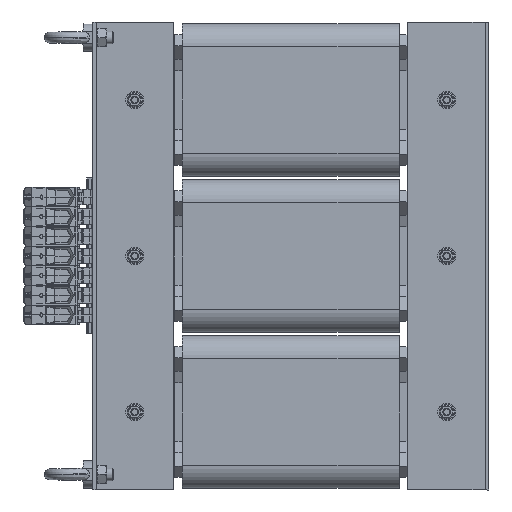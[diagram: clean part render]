
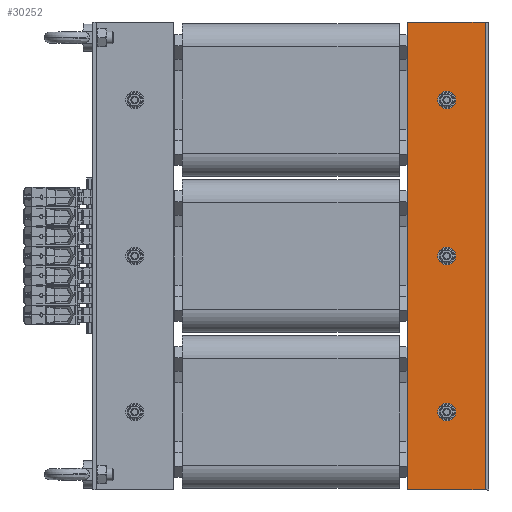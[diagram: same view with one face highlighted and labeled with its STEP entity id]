
A CAD part, left-side view. The second image highlights one B-rep face of the part: STEP entity #30252.
In plain terms, the highlighted face is planar.
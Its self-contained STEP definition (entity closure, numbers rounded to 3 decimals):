
#2280=FACE_BOUND('',#5681,.T.);
#2281=FACE_BOUND('',#5682,.T.);
#2282=FACE_BOUND('',#5683,.T.);
#2389=CIRCLE('',#32384,8.5);
#2390=CIRCLE('',#32386,8.5);
#2391=CIRCLE('',#32388,8.5);
#3981=FACE_OUTER_BOUND('',#5680,.T.);
#5680=EDGE_LOOP('',(#20979,#20980,#20981,#20982));
#5681=EDGE_LOOP('',(#20983));
#5682=EDGE_LOOP('',(#20984));
#5683=EDGE_LOOP('',(#20985));
#7507=LINE('',#44390,#10582);
#7510=LINE('',#44396,#10585);
#7516=LINE('',#44421,#10591);
#7518=LINE('',#44424,#10593);
#10582=VECTOR('',#35561,10.);
#10585=VECTOR('',#35566,10.);
#10591=VECTOR('',#35594,10.);
#10593=VECTOR('',#35598,10.);
#13620=VERTEX_POINT('',#44375);
#13621=VERTEX_POINT('',#44379);
#13624=VERTEX_POINT('',#44394);
#13629=VERTEX_POINT('',#44408);
#13630=VERTEX_POINT('',#44412);
#13631=VERTEX_POINT('',#44416);
#13632=VERTEX_POINT('',#44420);
#16409=EDGE_CURVE('',#13620,#13621,#7507,.T.);
#16412=EDGE_CURVE('',#13624,#13621,#7510,.T.);
#16418=EDGE_CURVE('',#13629,#13629,#2389,.T.);
#16420=EDGE_CURVE('',#13630,#13630,#2390,.T.);
#16422=EDGE_CURVE('',#13631,#13631,#2391,.T.);
#16424=EDGE_CURVE('',#13632,#13624,#7516,.T.);
#16426=EDGE_CURVE('',#13620,#13632,#7518,.T.);
#20979=ORIENTED_EDGE('',*,*,#16409,.T.);
#20980=ORIENTED_EDGE('',*,*,#16412,.F.);
#20981=ORIENTED_EDGE('',*,*,#16424,.F.);
#20982=ORIENTED_EDGE('',*,*,#16426,.F.);
#20983=ORIENTED_EDGE('',*,*,#16418,.T.);
#20984=ORIENTED_EDGE('',*,*,#16420,.T.);
#20985=ORIENTED_EDGE('',*,*,#16422,.T.);
#29243=PLANE('',#32391);
#30252=ADVANCED_FACE('',(#3981,#2280,#2281,#2282),#29243,.T.);
#32384=AXIS2_PLACEMENT_3D('',#44409,#35579,#35580);
#32386=AXIS2_PLACEMENT_3D('',#44413,#35584,#35585);
#32388=AXIS2_PLACEMENT_3D('',#44417,#35589,#35590);
#32391=AXIS2_PLACEMENT_3D('',#44425,#35599,#35600);
#35561=DIRECTION('',(0.,0.,1.));
#35566=DIRECTION('',(-1.,0.,0.));
#35579=DIRECTION('center_axis',(0.,-1.,0.));
#35580=DIRECTION('ref_axis',(-1.,0.,0.));
#35584=DIRECTION('center_axis',(0.,-1.,0.));
#35585=DIRECTION('ref_axis',(-1.,0.,0.));
#35589=DIRECTION('center_axis',(0.,-1.,0.));
#35590=DIRECTION('ref_axis',(-1.,0.,0.));
#35594=DIRECTION('',(0.,0.,1.));
#35598=DIRECTION('',(1.,0.,0.));
#35599=DIRECTION('center_axis',(0.,1.,0.));
#35600=DIRECTION('ref_axis',(0.,0.,1.));
#44375=CARTESIAN_POINT('',(-98.999,5.,0.));
#44379=CARTESIAN_POINT('',(-98.999,5.,600.));
#44390=CARTESIAN_POINT('',(-98.999,5.,450.));
#44394=CARTESIAN_POINT('',(0.,5.,600.));
#44396=CARTESIAN_POINT('',(-104.,5.,600.));
#44408=CARTESIAN_POINT('',(-41.5,5.,300.));
#44409=CARTESIAN_POINT('Origin',(-50.,5.,300.));
#44412=CARTESIAN_POINT('',(-41.5,5.,500.));
#44413=CARTESIAN_POINT('Origin',(-50.,5.,500.));
#44416=CARTESIAN_POINT('',(-41.5,5.,100.));
#44417=CARTESIAN_POINT('Origin',(-50.,5.,100.));
#44420=CARTESIAN_POINT('',(0.,5.,0.));
#44421=CARTESIAN_POINT('',(0.,5.,600.));
#44424=CARTESIAN_POINT('',(0.,5.,0.));
#44425=CARTESIAN_POINT('Origin',(-52.,5.,300.));
